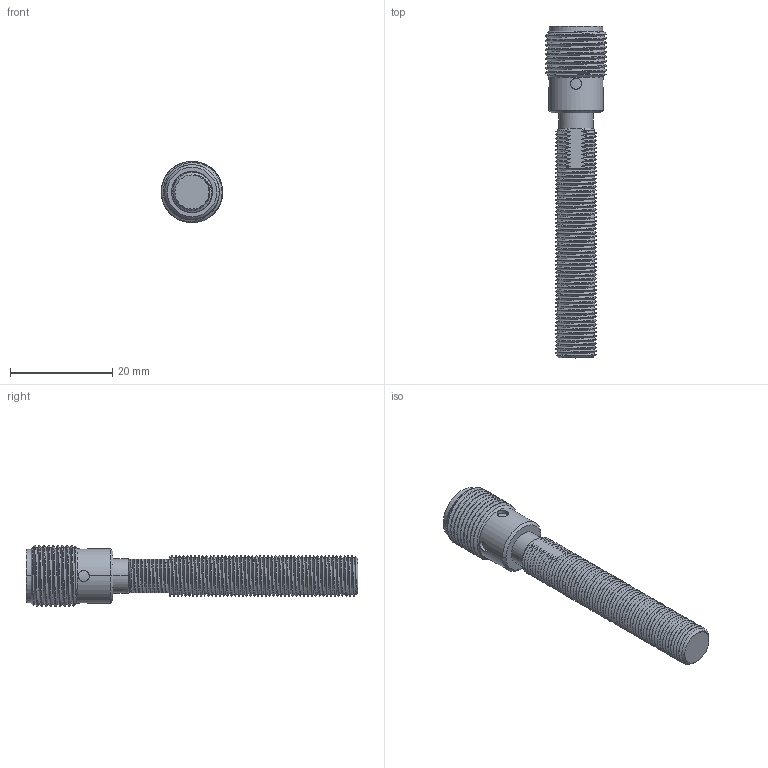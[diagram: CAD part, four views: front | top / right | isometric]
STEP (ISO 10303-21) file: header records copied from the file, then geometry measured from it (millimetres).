
FILE_DESCRIPTION((''),'2;1');
FILE_NAME('OCN1-0802X-XRL4','2017-02-21T',('Administrator'),(''),'PRO/ENGINEER BY PARAMETRIC TECHNOLOGY CORPORATION, 2007170','PRO/ENGINEER BY PARAMETRIC TECHNOLOGY CORPORATION, 2007170','');
FILE_SCHEMA(('CONFIG_CONTROL_DESIGN'));
Length unit declared in the file: millimetre
Products named in the file (1): OCN1-0802X-XRL4
Bounding box: 12 x 65 x 12 mm (x, y, z)
Volume: 3191.3 mm3; surface area: 3399.8 mm2
Topology: 1 solids, 1 shells, 275 faces, 830 edges, 558 vertices
Faces by surface type: cylinder 163, bspline 79, plane 14, cone 10, sphere 8, torus 1
Entity records: 22782 total; most frequent: CARTESIAN_POINT 16508, ORIENTED_EDGE 1644, EDGE_CURVE 822, DIRECTION 766, VERTEX_POINT 558, B_SPLINE_CURVE_WITH_KNOTS 520, EDGE_LOOP 284, FACE_OUTER_BOUND 275
